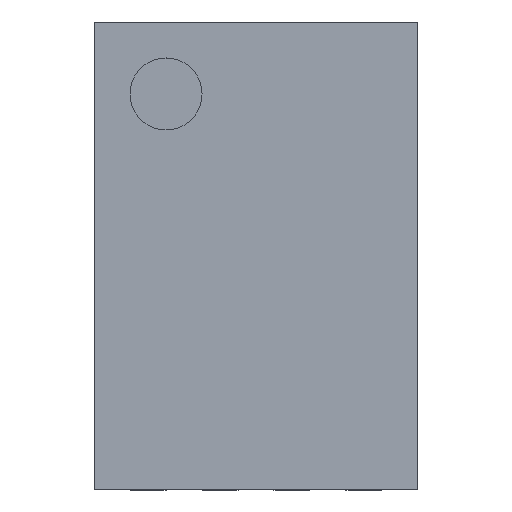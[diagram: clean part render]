
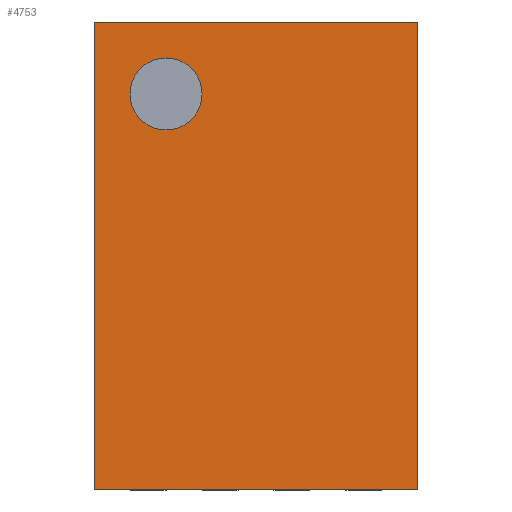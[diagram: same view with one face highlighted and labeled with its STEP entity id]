
A CAD part, top view. The second image highlights one B-rep face of the part: STEP entity #4753.
In plain terms, the highlighted planar face has unit normal (0, 0, 1).
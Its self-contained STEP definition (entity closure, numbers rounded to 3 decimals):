
#2495=CARTESIAN_POINT('',(-0.3,0.9,0.55));
#2496=VERTEX_POINT('',#2495);
#2505=CARTESIAN_POINT('',(-0.7,0.9,0.55));
#2506=VERTEX_POINT('',#2505);
#2507=CARTESIAN_POINT('',(-0.5,0.9,0.55));
#2508=DIRECTION('',(0.0,0.0,-1.0));
#2509=DIRECTION('',(1.0,0.0,0.0));
#2510=AXIS2_PLACEMENT_3D('',#2507,#2508,#2509);
#2511=CIRCLE('',#2510,0.2);
#2512=EDGE_CURVE('',#2506,#2496,#2511,.T.);
#2586=CARTESIAN_POINT('',(-0.5,0.9,0.55));
#2587=DIRECTION('',(0.0,0.0,-1.0));
#2588=DIRECTION('',(1.0,0.0,0.0));
#2589=AXIS2_PLACEMENT_3D('',#2586,#2587,#2588);
#2590=CIRCLE('',#2589,0.2);
#2591=EDGE_CURVE('',#2496,#2506,#2590,.T.);
#4504=CARTESIAN_POINT('',(0.9,-1.3,0.55));
#4505=VERTEX_POINT('',#4504);
#4512=CARTESIAN_POINT('',(-0.9,-1.3,0.55));
#4513=VERTEX_POINT('',#4512);
#4514=CARTESIAN_POINT('',(0.9,-1.3,0.55));
#4515=DIRECTION('',(-1.0,0.0,0.0));
#4516=VECTOR('',#4515,1.8);
#4517=LINE('',#4514,#4516);
#4518=EDGE_CURVE('',#4505,#4513,#4517,.T.);
#4578=CARTESIAN_POINT('',(-0.9,1.3,0.55));
#4579=VERTEX_POINT('',#4578);
#4586=CARTESIAN_POINT('',(0.9,1.3,0.55));
#4587=VERTEX_POINT('',#4586);
#4588=CARTESIAN_POINT('',(-0.9,1.3,0.55));
#4589=DIRECTION('',(1.0,0.0,0.0));
#4590=VECTOR('',#4589,1.8);
#4591=LINE('',#4588,#4590);
#4592=EDGE_CURVE('',#4579,#4587,#4591,.T.);
#4644=CARTESIAN_POINT('',(0.9,1.3,0.55));
#4645=DIRECTION('',(0.0,-1.0,0.0));
#4646=VECTOR('',#4645,2.6);
#4647=LINE('',#4644,#4646);
#4648=EDGE_CURVE('',#4587,#4505,#4647,.T.);
#4702=CARTESIAN_POINT('',(-0.9,-1.3,0.55));
#4703=DIRECTION('',(0.0,1.0,0.0));
#4704=VECTOR('',#4703,2.6);
#4705=LINE('',#4702,#4704);
#4706=EDGE_CURVE('',#4513,#4579,#4705,.T.);
#4738=CARTESIAN_POINT('',(0.,0.,0.55));
#4739=DIRECTION('',(0.0,0.0,1.0));
#4740=DIRECTION('',(0.0,1.0,0.0));
#4741=AXIS2_PLACEMENT_3D('',#4738,#4739,#4740);
#4742=PLANE('',#4741);
#4743=ORIENTED_EDGE('',*,*,#4592,.F.);
#4744=ORIENTED_EDGE('',*,*,#4706,.F.);
#4745=ORIENTED_EDGE('',*,*,#4518,.F.);
#4746=ORIENTED_EDGE('',*,*,#4648,.F.);
#4747=EDGE_LOOP('',(#4743,#4744,#4745,#4746));
#4748=FACE_OUTER_BOUND('',#4747,.T.);
#4749=ORIENTED_EDGE('',*,*,#2591,.T.);
#4750=ORIENTED_EDGE('',*,*,#2512,.T.);
#4751=EDGE_LOOP('',(#4749,#4750));
#4752=FACE_BOUND('',#4751,.T.);
#4753=ADVANCED_FACE('',(#4748,#4752),#4742,.T.);
